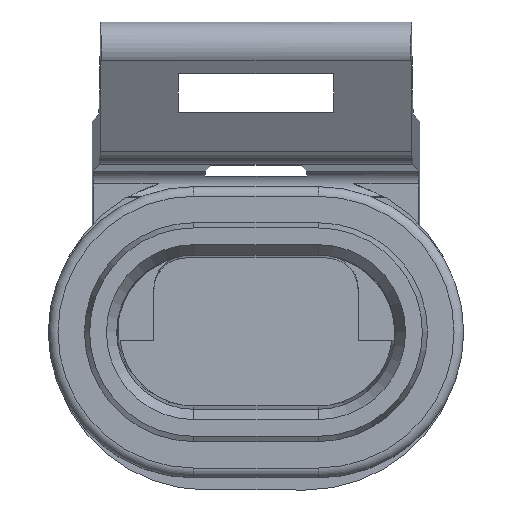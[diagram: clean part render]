
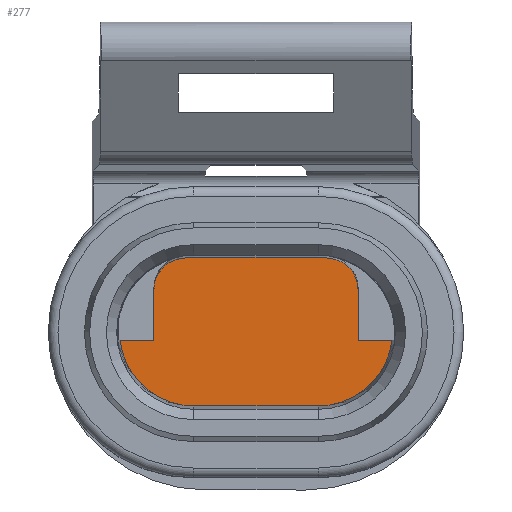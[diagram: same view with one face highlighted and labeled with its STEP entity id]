
A CAD part, top view. The second image highlights one B-rep face of the part: STEP entity #277.
In plain terms, the highlighted planar face has unit normal (0, 0, 1).
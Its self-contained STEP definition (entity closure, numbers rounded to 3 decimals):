
#145=CIRCLE('',#1912,2.875);
#147=CIRCLE('',#1914,2.875);
#150=CIRCLE('',#1919,2.875);
#152=CIRCLE('',#1921,2.875);
#277=ADVANCED_FACE('',(#429),#373,.F.);
#373=PLANE('',#1928);
#429=FACE_OUTER_BOUND('',#521,.T.);
#521=EDGE_LOOP('',(#1025,#1026,#1027,#1028,#1029,#1030,#1031,#1032,#1033,
#1034,#1035,#1036));
#621=B_SPLINE_CURVE_WITH_KNOTS('',3,(#2797,#2798,#2799,#2800,#2801,#2802,
#2803,#2804,#2805,#2806,#2807,#2808,#2809),.UNSPECIFIED.,.F.,.F.,(4,3,3,
3,4),(0.,0.247,0.494,0.742,1.),
 .UNSPECIFIED.);
#622=B_SPLINE_CURVE_WITH_KNOTS('',3,(#2810,#2811,#2812,#2813,#2814,#2815,
#2816,#2817,#2818,#2819,#2820,#2821,#2822),.UNSPECIFIED.,.F.,.F.,(4,3,3,
3,4),(0.,0.247,0.494,0.742,1.),
 .UNSPECIFIED.);
#658=LINE('',#2686,#806);
#662=LINE('',#2695,#810);
#664=LINE('',#2713,#812);
#667=LINE('',#2719,#815);
#670=LINE('',#2741,#818);
#673=LINE('',#2763,#821);
#806=VECTOR('',#2140,1.);
#810=VECTOR('',#2146,1.);
#812=VECTOR('',#2150,1.);
#815=VECTOR('',#2155,1.);
#818=VECTOR('',#2160,1.);
#821=VECTOR('',#2175,1.);
#1025=ORIENTED_EDGE('',*,*,#1680,.F.);
#1026=ORIENTED_EDGE('',*,*,#1691,.T.);
#1027=ORIENTED_EDGE('',*,*,#1663,.F.);
#1028=ORIENTED_EDGE('',*,*,#1660,.F.);
#1029=ORIENTED_EDGE('',*,*,#1682,.F.);
#1030=ORIENTED_EDGE('',*,*,#1652,.F.);
#1031=ORIENTED_EDGE('',*,*,#1672,.F.);
#1032=ORIENTED_EDGE('',*,*,#1656,.F.);
#1033=ORIENTED_EDGE('',*,*,#1668,.F.);
#1034=ORIENTED_EDGE('',*,*,#1692,.T.);
#1035=ORIENTED_EDGE('',*,*,#1669,.F.);
#1036=ORIENTED_EDGE('',*,*,#1676,.F.);
#1477=VERTEX_POINT('',#2684);
#1479=VERTEX_POINT('',#2687);
#1482=VERTEX_POINT('',#2694);
#1483=VERTEX_POINT('',#2696);
#1486=VERTEX_POINT('',#2712);
#1487=VERTEX_POINT('',#2714);
#1489=VERTEX_POINT('',#2720);
#1492=VERTEX_POINT('',#2740);
#1493=VERTEX_POINT('',#2744);
#1494=VERTEX_POINT('',#2745);
#1497=VERTEX_POINT('',#2761);
#1500=VERTEX_POINT('',#2775);
#1652=EDGE_CURVE('',#1477,#1479,#658,.T.);
#1656=EDGE_CURVE('',#1482,#1483,#662,.T.);
#1660=EDGE_CURVE('',#1486,#1487,#664,.T.);
#1663=EDGE_CURVE('',#1487,#1489,#667,.T.);
#1668=EDGE_CURVE('',#1492,#1482,#670,.T.);
#1669=EDGE_CURVE('',#1493,#1494,#145,.T.);
#1672=EDGE_CURVE('',#1483,#1477,#147,.T.);
#1676=EDGE_CURVE('',#1497,#1493,#673,.T.);
#1680=EDGE_CURVE('',#1500,#1497,#150,.T.);
#1682=EDGE_CURVE('',#1479,#1486,#152,.T.);
#1691=EDGE_CURVE('',#1500,#1489,#621,.T.);
#1692=EDGE_CURVE('',#1492,#1494,#622,.T.);
#1912=AXIS2_PLACEMENT_3D('',#2743,#2163,#2164);
#1914=AXIS2_PLACEMENT_3D('',#2755,#2167,#2168);
#1919=AXIS2_PLACEMENT_3D('',#2776,#2181,#2182);
#1921=AXIS2_PLACEMENT_3D('',#2778,#2185,#2186);
#1928=AXIS2_PLACEMENT_3D('',#2823,#2203,#2204);
#2140=DIRECTION('',(-1.,0.,0.));
#2146=DIRECTION('',(1.,0.,0.));
#2150=DIRECTION('',(1.,0.,0.));
#2155=DIRECTION('',(0.,1.,0.));
#2160=DIRECTION('',(0.,-1.,0.));
#2163=DIRECTION('',(0.,0.,-1.));
#2164=DIRECTION('',(0.,-1.,0.));
#2167=DIRECTION('',(0.,0.,-1.));
#2168=DIRECTION('',(0.,-1.,0.));
#2175=DIRECTION('',(1.,0.,0.));
#2181=DIRECTION('',(0.,0.,-1.));
#2182=DIRECTION('',(0.,-1.,0.));
#2185=DIRECTION('',(0.,0.,-1.));
#2186=DIRECTION('',(0.,-1.,0.));
#2203=DIRECTION('',(0.,0.,-1.));
#2204=DIRECTION('',(0.,-1.,0.));
#2684=CARTESIAN_POINT('',(2.407,-2.875,7.6));
#2686=CARTESIAN_POINT('',(0.,-2.875,7.6));
#2687=CARTESIAN_POINT('',(-2.407,-2.875,7.6));
#2694=CARTESIAN_POINT('',(3.95,-0.325,7.6));
#2695=CARTESIAN_POINT('',(0.,-0.325,7.6));
#2696=CARTESIAN_POINT('',(5.263,-0.325,7.6));
#2712=CARTESIAN_POINT('',(-5.263,-0.325,7.6));
#2713=CARTESIAN_POINT('',(0.,-0.325,7.6));
#2714=CARTESIAN_POINT('',(-3.95,-0.325,7.6));
#2719=CARTESIAN_POINT('',(-3.95,-2.875,7.6));
#2720=CARTESIAN_POINT('',(-3.95,1.639,7.6));
#2740=CARTESIAN_POINT('',(3.95,1.639,7.6));
#2741=CARTESIAN_POINT('',(3.95,-2.875,7.6));
#2743=CARTESIAN_POINT('',(2.407,0.,7.6));
#2744=CARTESIAN_POINT('',(2.407,2.875,7.6));
#2745=CARTESIAN_POINT('',(2.996,2.814,7.6));
#2755=CARTESIAN_POINT('',(2.407,0.,7.6));
#2761=CARTESIAN_POINT('',(-2.407,2.875,7.6));
#2763=CARTESIAN_POINT('',(0.,2.875,7.6));
#2775=CARTESIAN_POINT('',(-2.996,2.814,7.6));
#2776=CARTESIAN_POINT('',(-2.407,0.,7.6));
#2778=CARTESIAN_POINT('',(-2.407,0.,7.6));
#2797=CARTESIAN_POINT('',(-2.996,2.814,7.6));
#2798=CARTESIAN_POINT('',(-3.127,2.787,7.6));
#2799=CARTESIAN_POINT('',(-3.256,2.736,7.6));
#2800=CARTESIAN_POINT('',(-3.371,2.666,7.6));
#2801=CARTESIAN_POINT('',(-3.486,2.597,7.6));
#2802=CARTESIAN_POINT('',(-3.59,2.507,7.6));
#2803=CARTESIAN_POINT('',(-3.676,2.403,7.6));
#2804=CARTESIAN_POINT('',(-3.761,2.299,7.6));
#2805=CARTESIAN_POINT('',(-3.83,2.18,7.6));
#2806=CARTESIAN_POINT('',(-3.876,2.054,7.6));
#2807=CARTESIAN_POINT('',(-3.925,1.922,7.6));
#2808=CARTESIAN_POINT('',(-3.95,1.78,7.6));
#2809=CARTESIAN_POINT('',(-3.95,1.639,7.6));
#2810=CARTESIAN_POINT('',(3.95,1.639,7.6));
#2811=CARTESIAN_POINT('',(3.95,1.774,7.6));
#2812=CARTESIAN_POINT('',(3.927,1.91,7.6));
#2813=CARTESIAN_POINT('',(3.882,2.037,7.6));
#2814=CARTESIAN_POINT('',(3.838,2.163,7.6));
#2815=CARTESIAN_POINT('',(3.771,2.284,7.6));
#2816=CARTESIAN_POINT('',(3.687,2.389,7.6));
#2817=CARTESIAN_POINT('',(3.603,2.494,7.6));
#2818=CARTESIAN_POINT('',(3.5,2.586,7.6));
#2819=CARTESIAN_POINT('',(3.386,2.657,7.6));
#2820=CARTESIAN_POINT('',(3.267,2.731,7.6));
#2821=CARTESIAN_POINT('',(3.133,2.785,7.6));
#2822=CARTESIAN_POINT('',(2.996,2.814,7.6));
#2823=CARTESIAN_POINT('',(-0.63,-0.763,7.6));
